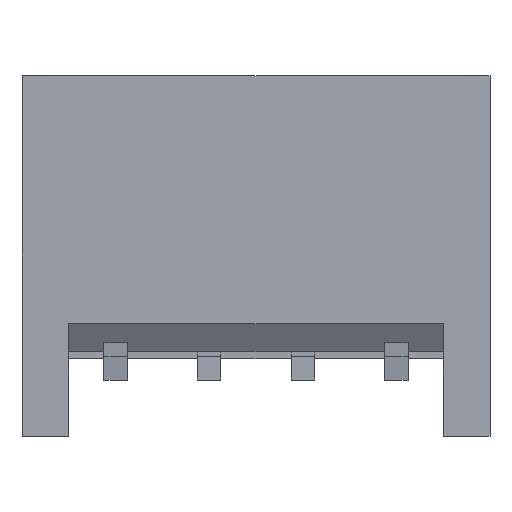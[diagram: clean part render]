
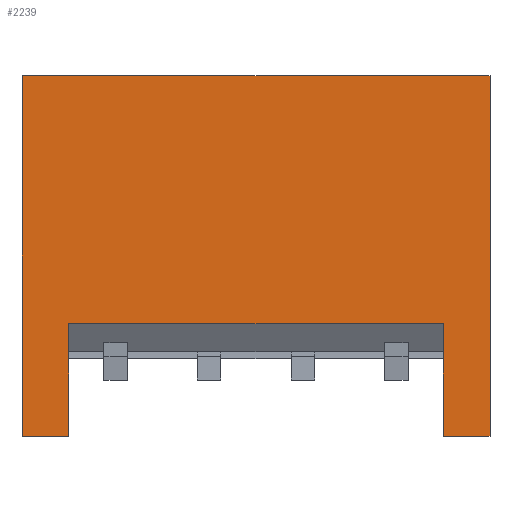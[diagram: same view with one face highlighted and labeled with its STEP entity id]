
A CAD part, front view. The second image highlights one B-rep face of the part: STEP entity #2239.
In plain terms, the highlighted planar face has unit normal (0, -1, 0).
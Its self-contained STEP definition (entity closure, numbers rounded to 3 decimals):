
#14=DIRECTION('',(1.,0.,0.));
#15=VECTOR('',#14,10.);
#16=CARTESIAN_POINT('',(-5.,-2.475,0.));
#17=LINE('',#16,#15);
#466=DIRECTION('',(0.,0.,-1.));
#467=VECTOR('',#466,7.7);
#468=CARTESIAN_POINT('',(5.,-2.475,0.));
#469=LINE('',#468,#467);
#470=DIRECTION('',(-1.,0.,0.));
#471=VECTOR('',#470,1.);
#472=CARTESIAN_POINT('',(5.,-2.475,-7.7));
#473=LINE('',#472,#471);
#474=DIRECTION('',(1.,0.,0.));
#475=VECTOR('',#474,8.);
#476=CARTESIAN_POINT('',(-4.,-2.475,-5.3));
#477=LINE('',#476,#475);
#478=DIRECTION('',(1.,0.,0.));
#479=VECTOR('',#478,1.);
#480=CARTESIAN_POINT('',(-5.,-2.475,-7.7));
#481=LINE('',#480,#479);
#482=DIRECTION('',(0.,0.,1.));
#483=VECTOR('',#482,7.7);
#484=CARTESIAN_POINT('',(-5.,-2.475,-7.7));
#485=LINE('',#484,#483);
#526=DIRECTION('',(0.,0.,1.));
#527=VECTOR('',#526,2.4);
#528=CARTESIAN_POINT('',(4.,-2.475,-7.7));
#529=LINE('',#528,#527);
#626=DIRECTION('',(0.,0.,1.));
#627=VECTOR('',#626,2.4);
#628=CARTESIAN_POINT('',(-4.,-2.475,-7.7));
#629=LINE('',#628,#627);
#1230=CARTESIAN_POINT('',(-5.,-2.475,0.));
#1231=CARTESIAN_POINT('',(5.,-2.475,0.));
#1232=VERTEX_POINT('',#1230);
#1233=VERTEX_POINT('',#1231);
#1262=CARTESIAN_POINT('',(-5.,-2.475,-7.7));
#1263=VERTEX_POINT('',#1262);
#1268=CARTESIAN_POINT('',(-4.,-2.475,-7.7));
#1269=VERTEX_POINT('',#1268);
#1272=CARTESIAN_POINT('',(-4.,-2.475,-5.3));
#1273=VERTEX_POINT('',#1272);
#1278=CARTESIAN_POINT('',(5.,-2.475,-7.7));
#1279=VERTEX_POINT('',#1278);
#1284=CARTESIAN_POINT('',(4.,-2.475,-7.7));
#1285=VERTEX_POINT('',#1284);
#1288=CARTESIAN_POINT('',(4.,-2.475,-5.3));
#1289=VERTEX_POINT('',#1288);
#2219=CARTESIAN_POINT('',(-5.,-2.475,0.));
#2220=DIRECTION('',(0.,-1.,0.));
#2221=DIRECTION('',(1.,0.,0.));
#2222=AXIS2_PLACEMENT_3D('',#2219,#2220,#2221);
#2223=PLANE('',#2222);
#2224=ORIENTED_EDGE('',*,*,#1985,.T.);
#2226=ORIENTED_EDGE('',*,*,#2225,.T.);
#2228=ORIENTED_EDGE('',*,*,#2227,.T.);
#2230=ORIENTED_EDGE('',*,*,#2229,.F.);
#2232=ORIENTED_EDGE('',*,*,#2231,.F.);
#2234=ORIENTED_EDGE('',*,*,#2233,.F.);
#2235=ORIENTED_EDGE('',*,*,#2201,.T.);
#2236=ORIENTED_EDGE('',*,*,#1647,.T.);
#2237=EDGE_LOOP('',(#2224,#2226,#2228,#2230,#2232,#2234,#2235,#2236));
#2238=FACE_OUTER_BOUND('',#2237,.F.);
#1647=EDGE_CURVE('',#1232,#1233,#17,.T.);
#1985=EDGE_CURVE('',#1233,#1279,#469,.T.);
#2201=EDGE_CURVE('',#1263,#1232,#485,.T.);
#2225=EDGE_CURVE('',#1279,#1285,#473,.T.);
#2227=EDGE_CURVE('',#1285,#1289,#529,.T.);
#2229=EDGE_CURVE('',#1273,#1289,#477,.T.);
#2231=EDGE_CURVE('',#1269,#1273,#629,.T.);
#2233=EDGE_CURVE('',#1263,#1269,#481,.T.);
#2239=ADVANCED_FACE('',(#2238),#2223,.T.);
